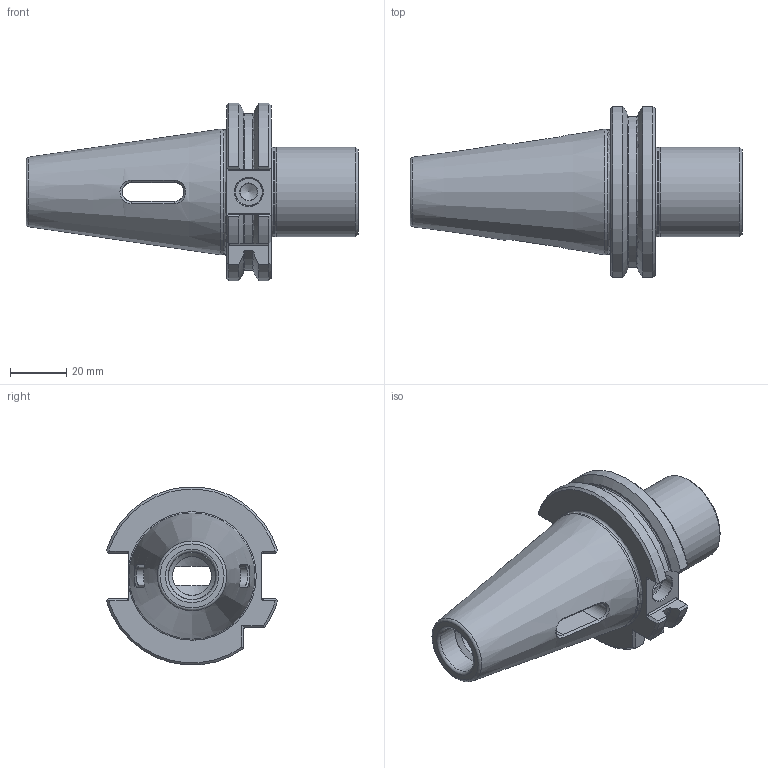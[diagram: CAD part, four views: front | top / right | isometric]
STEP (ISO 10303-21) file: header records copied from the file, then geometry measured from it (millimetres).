
FILE_DESCRIPTION( ( 'Unknown' ), '1' );
FILE_NAME( '224080210-D.stp', 'Unknown', ( 'Unknown' ), ( 'Unknown' ), 'PSStep 15.0.49', 'Unknown', ' ' );
FILE_SCHEMA( ( 'AUTOMOTIVE_DESIGN { 1 0 10303 214 1 1 1 1 }' ) );
Length unit declared in the file: millimetre
Products named in the file (1): 1
Bounding box: 118.25 x 61.01 x 63.35 mm (x, y, z)
Volume: 112860.8 mm3; surface area: 25672.7 mm2
Topology: 1 solids, 1 shells, 125 faces, 330 edges, 208 vertices
Faces by surface type: plane 44, cylinder 36, cone 26, torus 11, bspline 8
Full cylindrical faces by diameter (mm): 6 x1, 10 x1, 13.835 x2, 14.9 x1, 17 x1, 31.7 x1, 32 x1
Entity records: 5243 total; most frequent: CARTESIAN_POINT 1371, ORIENTED_EDGE 606, DIRECTION 541, EDGE_CURVE 303, AXIS2_PLACEMENT_3D 209, VERTEX_POINT 205, EDGE_LOOP 155, FACE_OUTER_BOUND 138
